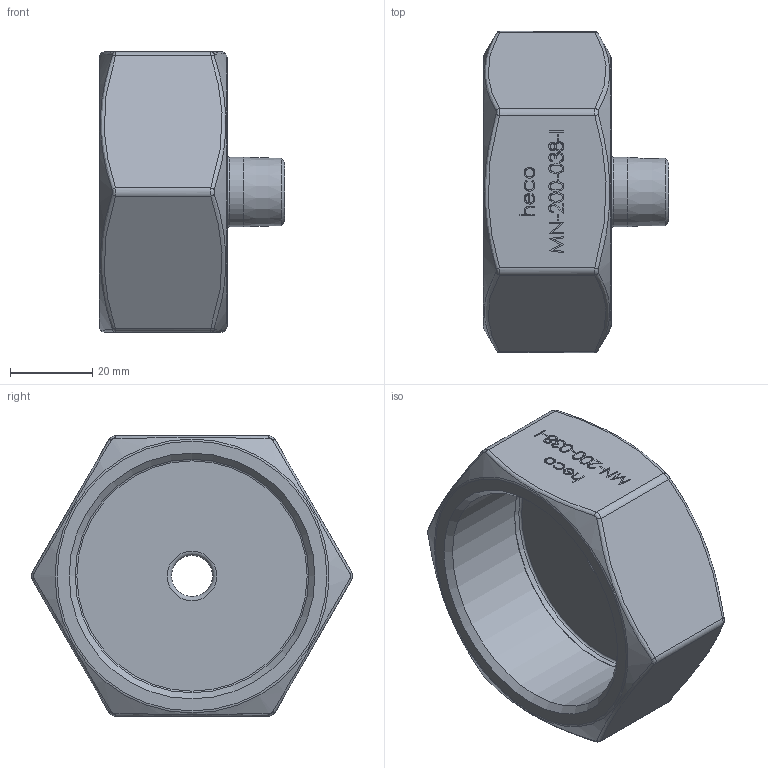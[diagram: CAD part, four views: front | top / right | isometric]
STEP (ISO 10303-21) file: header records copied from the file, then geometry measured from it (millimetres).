
FILE_DESCRIPTION (( 'STEP AP214' ), '1' );
FILE_NAME ('MN-200-038-I 2311.STEP', '2023-11-03T11:23:17', ( '' ), ( '' ), 'SwSTEP 2.0', 'SolidWorks 2019', '' );
FILE_SCHEMA (( 'AUTOMOTIVE_DESIGN' ));
Length unit declared in the file: millimetre
Products named in the file (1): MN-200-038-I 2311
Bounding box: 45 x 77.9 x 68 mm (x, y, z)
Volume: 61539.1 mm3; surface area: 20037.3 mm2
Topology: 1 solids, 1 shells, 239 faces, 604 edges, 393 vertices
Faces by surface type: bspline 123, plane 95, cylinder 10, torus 6, cone 5
Full cylindrical faces by diameter (mm): 10 x1, 16.893 x1, 56.656 x1, 56.856 x1
Entity records: 16130 total; most frequent: CARTESIAN_POINT 9109, ORIENTED_EDGE 1166, DIRECTION 614, EDGE_CURVE 583, VERTEX_POINT 387, LINE 294, VECTOR 294, EDGE_LOOP 282
